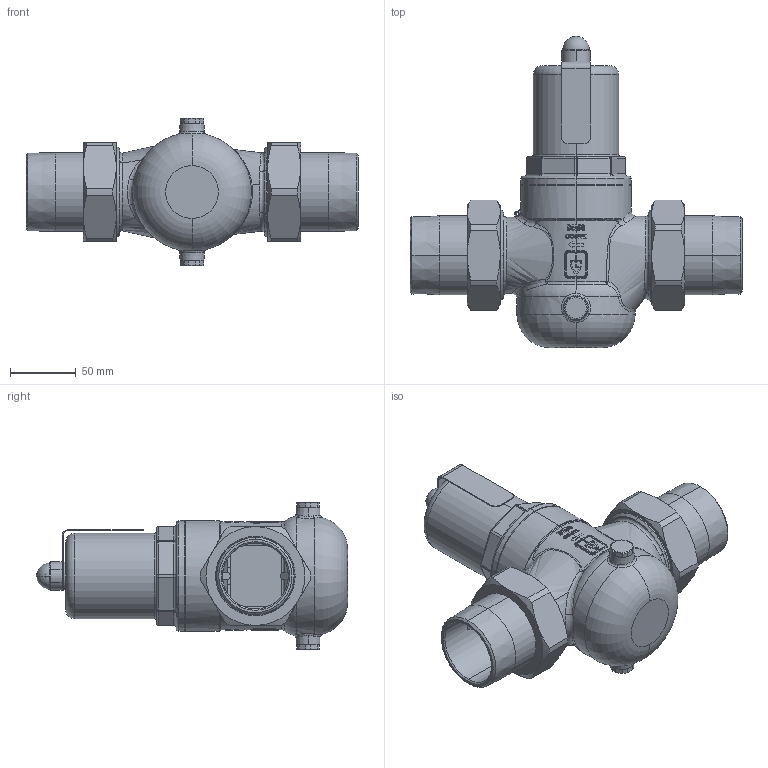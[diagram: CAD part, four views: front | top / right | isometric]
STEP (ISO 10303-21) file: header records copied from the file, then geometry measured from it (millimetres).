
FILE_DESCRIPTION (( 'STEP AP214' ), '1' );
FILE_NAME ('630mGFO-50 Dummy.STEP', '2012-02-23T15:38:31', ( 'Blankenhorn' ), ( '' ), 'SwSTEP 2.0', 'SolidWorks 2011', '' );
FILE_SCHEMA (( 'AUTOMOTIVE_DESIGN' ));
Length unit declared in the file: millimetre
Products named in the file (1): 630mGFO-50 Dummy
Bounding box: 252 x 236.2 x 112 mm (x, y, z)
Volume: 552707 mm3; surface area: 237474.1 mm2
Topology: 12 solids, 12 shells, 1043 faces, 2639 edges, 1651 vertices
Faces by surface type: plane 342, cylinder 265, bspline 239, cone 111, torus 78, sphere 8
Entity records: 63039 total; most frequent: CARTESIAN_POINT 28390, ORIENTED_EDGE 5216, DIRECTION 4216, EDGE_CURVE 2608, VERTEX_POINT 1644, AXIS2_PLACEMENT_3D 1623, EDGE_LOOP 1126, UNCERTAINTY_MEASURE_WITH_UNIT 1057
